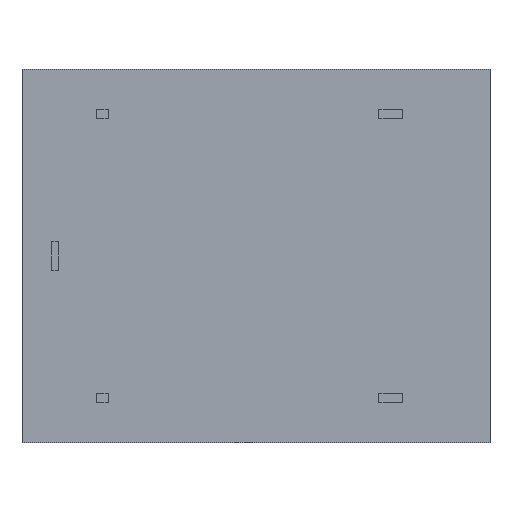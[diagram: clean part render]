
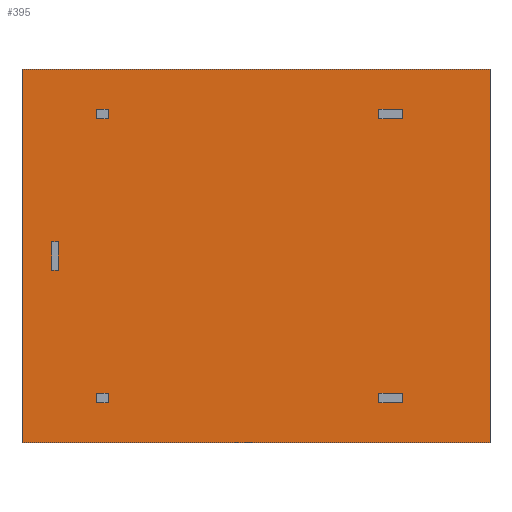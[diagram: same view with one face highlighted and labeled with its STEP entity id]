
A CAD part, front view. The second image highlights one B-rep face of the part: STEP entity #395.
In plain terms, the highlighted planar face has unit normal (0, -1, 0).
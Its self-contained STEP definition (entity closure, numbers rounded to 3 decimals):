
#189=VERTEX_POINT('',#515);
#191=EDGE_CURVE('',#487,#435,#517,.T.);
#195=EDGE_CURVE('',#459,#263,#521,.T.);
#215=EDGE_CURVE('',#307,#409,#544,.T.);
#231=EDGE_CURVE('',#251,#303,#563,.T.);
#247=EDGE_CURVE('',#303,#407,#581,.T.);
#249=EDGE_CURVE('',#405,#275,#583,.T.);
#251=VERTEX_POINT('',#585);
#255=EDGE_CURVE('',#263,#189,#589,.T.);
#261=VERTEX_POINT('',#597);
#263=VERTEX_POINT('',#599);
#275=VERTEX_POINT('',#613);
#279=VERTEX_POINT('',#617);
#285=EDGE_CURVE('',#407,#389,#624,.T.);
#293=EDGE_CURVE('',#351,#311,#632,.T.);
#303=VERTEX_POINT('',#643);
#305=EDGE_CURVE('',#275,#307,#645,.T.);
#307=VERTEX_POINT('',#647);
#311=VERTEX_POINT('',#651);
#329=EDGE_CURVE('',#409,#405,#671,.T.);
#351=VERTEX_POINT('',#695);
#363=EDGE_CURVE('',#485,#465,#709,.T.);
#377=EDGE_CURVE('',#261,#279,#724,.T.);
#383=EDGE_CURVE('',#453,#459,#730,.T.);
#389=VERTEX_POINT('',#736);
#395=ADVANCED_FACE('',(#742,#743,#744,#745,#746),#747,.F.);
#401=EDGE_CURVE('',#189,#453,#754,.T.);
#405=VERTEX_POINT('',#759);
#407=VERTEX_POINT('',#761);
#409=VERTEX_POINT('',#763);
#423=EDGE_CURVE('',#465,#261,#781,.T.);
#435=VERTEX_POINT('',#794);
#453=VERTEX_POINT('',#814);
#457=EDGE_CURVE('',#487,#311,#818,.T.);
#459=VERTEX_POINT('',#820);
#463=EDGE_CURVE('',#435,#351,#824,.T.);
#465=VERTEX_POINT('',#826);
#469=EDGE_CURVE('',#389,#251,#830,.T.);
#483=EDGE_CURVE('',#279,#485,#844,.T.);
#485=VERTEX_POINT('',#846);
#487=VERTEX_POINT('',#848);
#515=CARTESIAN_POINT('',(-6.75,0.0,-6.2));
#517=LINE('',#871,#872);
#521=LINE('',#879,#880);
#544=LINE('',#912,#913);
#563=LINE('',#937,#938);
#581=LINE('',#967,#968);
#583=LINE('',#971,#972);
#585=CARTESIAN_POINT('',(-6.75,0.0,6.2));
#589=LINE('',#981,#982);
#597=CARTESIAN_POINT('',(6.2,0.0,-5.8));
#599=CARTESIAN_POINT('',(-6.25,0.0,-6.2));
#613=CARTESIAN_POINT('',(-8.36,0.0,-0.6));
#617=CARTESIAN_POINT('',(6.2,0.0,-6.2));
#624=LINE('',#1024,#1025);
#632=LINE('',#1036,#1037);
#643=CARTESIAN_POINT('',(-6.25,0.0,6.2));
#645=LINE('',#1053,#1054);
#647=CARTESIAN_POINT('',(-8.64,0.0,-0.6));
#651=CARTESIAN_POINT('',(-9.9,0.0,-7.9));
#671=LINE('',#1087,#1088);
#695=CARTESIAN_POINT('',(9.9,0.0,-7.9));
#709=LINE('',#1141,#1142);
#724=LINE('',#1166,#1167);
#730=LINE('',#1178,#1179);
#736=CARTESIAN_POINT('',(-6.75,0.0,5.8));
#742=FACE_BOUND('',#1197,.T.);
#743=FACE_BOUND('',#1198,.T.);
#744=FACE_BOUND('',#1199,.T.);
#745=FACE_BOUND('',#1200,.T.);
#746=FACE_OUTER_BOUND('',#1201,.T.);
#747=PLANE('',#1202);
#754=LINE('',#1210,#1211);
#759=CARTESIAN_POINT('',(-8.36,0.0,0.6));
#761=CARTESIAN_POINT('',(-6.25,0.0,5.8));
#763=CARTESIAN_POINT('',(-8.64,0.0,0.6));
#781=LINE('',#1243,#1244);
#794=CARTESIAN_POINT('',(9.9,0.0,7.9));
#814=CARTESIAN_POINT('',(-6.75,0.0,-5.8));
#818=LINE('',#1294,#1295);
#820=CARTESIAN_POINT('',(-6.25,0.0,-5.8));
#824=LINE('',#1304,#1305);
#826=CARTESIAN_POINT('',(5.2,0.0,-5.8));
#830=LINE('',#1314,#1315);
#844=LINE('',#1340,#1341);
#846=CARTESIAN_POINT('',(5.2,0.0,-6.2));
#848=CARTESIAN_POINT('',(-9.9,0.0,7.9));
#871=CARTESIAN_POINT('',(0.0,0.0,7.9));
#872=VECTOR('',#1355,1.0);
#879=CARTESIAN_POINT('',(-6.25,0.0,-3.0));
#880=VECTOR('',#1357,1.0);
#912=CARTESIAN_POINT('',(-8.64,0.0,0.0));
#913=VECTOR('',#1386,1.0);
#937=CARTESIAN_POINT('',(-3.25,0.0,6.2));
#938=VECTOR('',#1413,1.0);
#967=CARTESIAN_POINT('',(-6.25,0.0,3.0));
#968=VECTOR('',#1435,1.0);
#971=CARTESIAN_POINT('',(-8.36,0.0,0.0));
#972=VECTOR('',#1436,1.0);
#981=CARTESIAN_POINT('',(-3.25,0.0,-6.2));
#982=VECTOR('',#1438,1.0);
#1024=CARTESIAN_POINT('',(-3.25,0.0,5.8));
#1025=VECTOR('',#1482,1.0);
#1036=CARTESIAN_POINT('',(0.0,0.0,-7.9));
#1037=VECTOR('',#1484,1.0);
#1053=CARTESIAN_POINT('',(-4.25,0.0,-0.6));
#1054=VECTOR('',#1494,1.0);
#1087=CARTESIAN_POINT('',(-4.25,0.0,0.6));
#1088=VECTOR('',#1514,1.0);
#1141=CARTESIAN_POINT('',(5.2,0.0,-3.0));
#1142=VECTOR('',#1554,1.0);
#1166=CARTESIAN_POINT('',(6.2,0.0,-3.0));
#1167=VECTOR('',#1567,1.0);
#1178=CARTESIAN_POINT('',(-3.25,0.0,-5.8));
#1179=VECTOR('',#1570,1.0);
#1197=EDGE_LOOP('',(#1575,#1576,#1577,#1578));
#1198=EDGE_LOOP('',(#1579,#1580,#1581,#1582));
#1199=EDGE_LOOP('',(#1583,#1584,#1585,#1586));
#1200=EDGE_LOOP('',(#1587,#1588,#1589,#1590));
#1201=EDGE_LOOP('',(#1591,#1592,#1593,#1594));
#1202=AXIS2_PLACEMENT_3D('',#1595,#1596,#1597);
#1210=CARTESIAN_POINT('',(-6.75,0.0,-3.0));
#1211=VECTOR('',#1606,1.0);
#1243=CARTESIAN_POINT('',(2.85,0.0,-5.8));
#1244=VECTOR('',#1649,1.0);
#1294=CARTESIAN_POINT('',(-9.9,0.0,0.0));
#1295=VECTOR('',#1680,1.0);
#1304=CARTESIAN_POINT('',(9.9,0.0,0.0));
#1305=VECTOR('',#1682,1.0);
#1314=CARTESIAN_POINT('',(-6.75,0.0,3.0));
#1315=VECTOR('',#1684,1.0);
#1340=CARTESIAN_POINT('',(2.85,0.0,-6.2));
#1341=VECTOR('',#1690,1.0);
#1355=DIRECTION('',(1.0,0.0,0.0));
#1357=DIRECTION('',(0.0,0.0,-1.0));
#1386=DIRECTION('',(0.0,0.0,1.0));
#1413=DIRECTION('',(1.0,0.0,0.0));
#1435=DIRECTION('',(0.0,0.0,-1.0));
#1436=DIRECTION('',(0.0,0.0,-1.0));
#1438=DIRECTION('',(-1.0,0.0,0.0));
#1482=DIRECTION('',(-1.0,0.0,0.0));
#1484=DIRECTION('',(-1.0,0.0,0.0));
#1494=DIRECTION('',(-1.0,0.0,0.0));
#1514=DIRECTION('',(1.0,0.0,0.0));
#1554=DIRECTION('',(0.0,0.0,1.0));
#1567=DIRECTION('',(0.0,0.0,-1.0));
#1570=DIRECTION('',(1.0,0.0,0.0));
#1575=ORIENTED_EDGE('',*,*,#483,.T.);
#1576=ORIENTED_EDGE('',*,*,#363,.T.);
#1577=ORIENTED_EDGE('',*,*,#423,.T.);
#1578=ORIENTED_EDGE('',*,*,#377,.T.);
#1579=ORIENTED_EDGE('',*,*,#285,.T.);
#1580=ORIENTED_EDGE('',*,*,#469,.T.);
#1581=ORIENTED_EDGE('',*,*,#231,.T.);
#1582=ORIENTED_EDGE('',*,*,#247,.T.);
#1583=ORIENTED_EDGE('',*,*,#255,.T.);
#1584=ORIENTED_EDGE('',*,*,#401,.T.);
#1585=ORIENTED_EDGE('',*,*,#383,.T.);
#1586=ORIENTED_EDGE('',*,*,#195,.T.);
#1587=ORIENTED_EDGE('',*,*,#305,.T.);
#1588=ORIENTED_EDGE('',*,*,#215,.T.);
#1589=ORIENTED_EDGE('',*,*,#329,.T.);
#1590=ORIENTED_EDGE('',*,*,#249,.T.);
#1591=ORIENTED_EDGE('',*,*,#457,.T.);
#1592=ORIENTED_EDGE('',*,*,#293,.F.);
#1593=ORIENTED_EDGE('',*,*,#463,.F.);
#1594=ORIENTED_EDGE('',*,*,#191,.F.);
#1595=CARTESIAN_POINT('',(0.0,0.0,0.0));
#1596=DIRECTION('',(0.0,1.0,0.0));
#1597=DIRECTION('',(0.0,0.0,1.0));
#1606=DIRECTION('',(0.0,0.0,1.0));
#1649=DIRECTION('',(1.0,0.0,0.0));
#1680=DIRECTION('',(0.0,0.0,-1.0));
#1682=DIRECTION('',(0.0,0.0,-1.0));
#1684=DIRECTION('',(0.0,0.0,1.0));
#1690=DIRECTION('',(-1.0,0.0,0.0));
